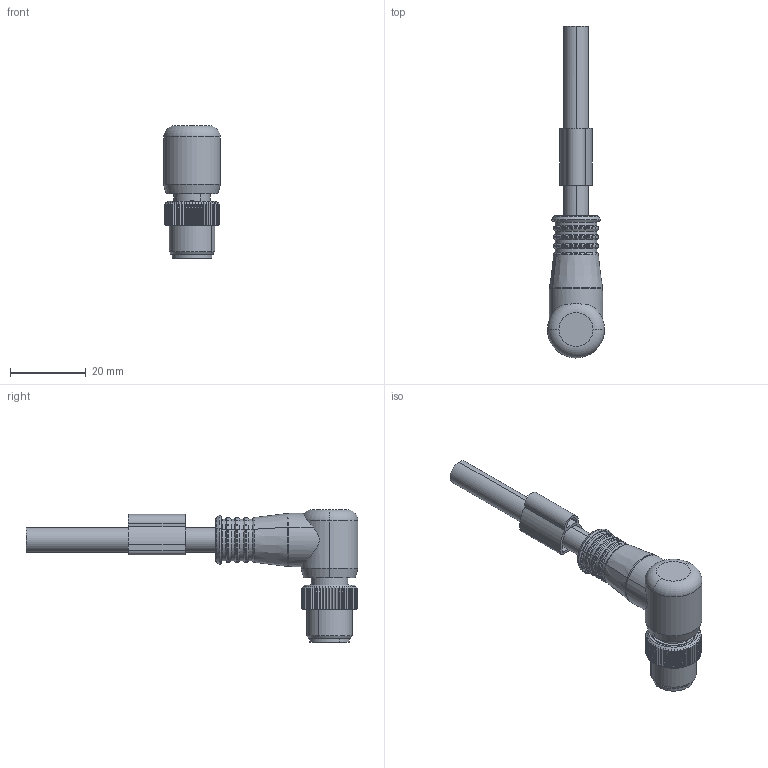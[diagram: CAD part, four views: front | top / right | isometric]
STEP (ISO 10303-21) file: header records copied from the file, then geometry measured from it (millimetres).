
FILE_DESCRIPTION(('CATIA V5 STEP Exchange','CAx-IF Rec.Pracs.--- Model Styling and Organization---1.5--- 2016-08-15','CAx-IF Rec.Pracs.---Supplemental Geometry---1.0---2011-11-01','CAx-IF Rec.Pracs.--- Composite Materials ---1.1---2010-07-15'),'2;1');
FILE_NAME ('406306-2_0', '2025-08-12T09:19:43+00:00', ('none'), ('Weidmueller'), 'CATIA Version 5-6 Release 2024 SP4', 'CATIA V5 STEP AP214 v3', 'none');
FILE_SCHEMA(('AUTOMOTIVE_DESIGN { 1 0 10303 214 1 1 1 1 }'));
Length unit declared in the file: millimetre
Products named in the file (1): 1059750000
Bounding box: 15 x 87.5 x 35 mm (x, y, z)
Volume: 9502.2 mm3; surface area: 6348.6 mm2
Topology: 1 solids, 4 shells, 516 faces, 1358 edges, 854 vertices
Faces by surface type: cylinder 176, plane 171, cone 78, torus 67, sphere 18, bspline 6
Entity records: 15535 total; most frequent: CARTESIAN_POINT 4134, ORIENTED_EDGE 2680, DIRECTION 1670, EDGE_CURVE 1340, AXIS2_PLACEMENT_3D 858, VERTEX_POINT 854, EDGE_LOOP 544, CIRCLE 543
